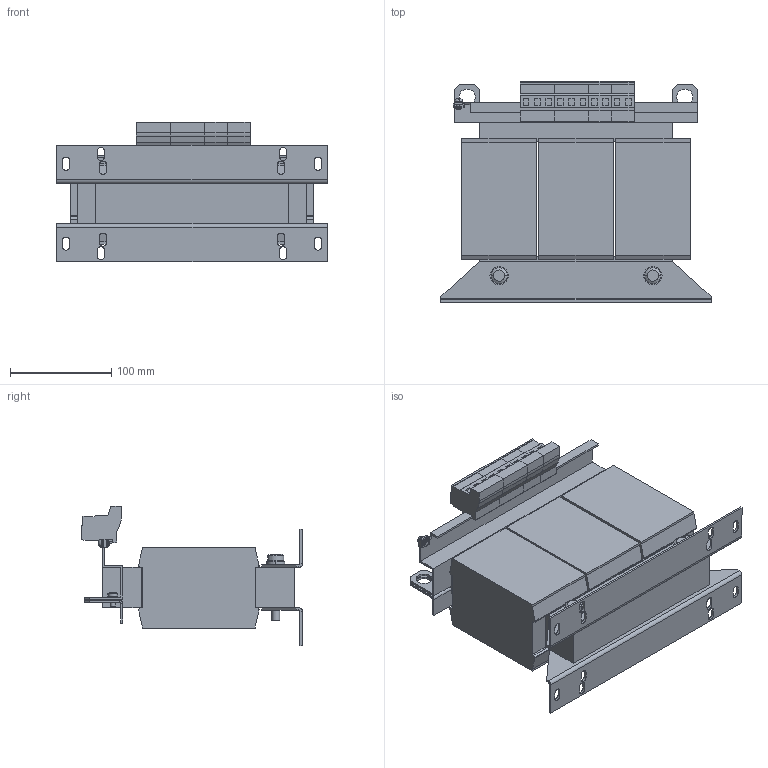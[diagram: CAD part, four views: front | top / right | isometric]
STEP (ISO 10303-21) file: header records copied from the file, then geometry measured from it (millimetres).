
FILE_DESCRIPTION (( 'STEP AP214' ), '1' );
FILE_NAME ('202197.STEP', '2020-05-28T17:51:39', ( '' ), ( '' ), 'SwSTEP 2.0', 'SolidWorks 2018', '' );
FILE_SCHEMA (( 'AUTOMOTIVE_DESIGN' ));
Length unit declared in the file: millimetre
Products named in the file (1): 202197
Bounding box: 267 x 218.4 x 138.05 mm (x, y, z)
Volume: 2858612.8 mm3; surface area: 301447.8 mm2
Topology: 1 solids, 1 shells, 597 faces, 1537 edges, 968 vertices
Faces by surface type: plane 445, cylinder 124, torus 14, sphere 8, cone 6
Entity records: 18032 total; most frequent: CARTESIAN_POINT 3227, ORIENTED_EDGE 3070, DIRECTION 3014, EDGE_CURVE 1535, VECTOR 1196, LINE 1196, VERTEX_POINT 968, AXIS2_PLACEMENT_3D 909
